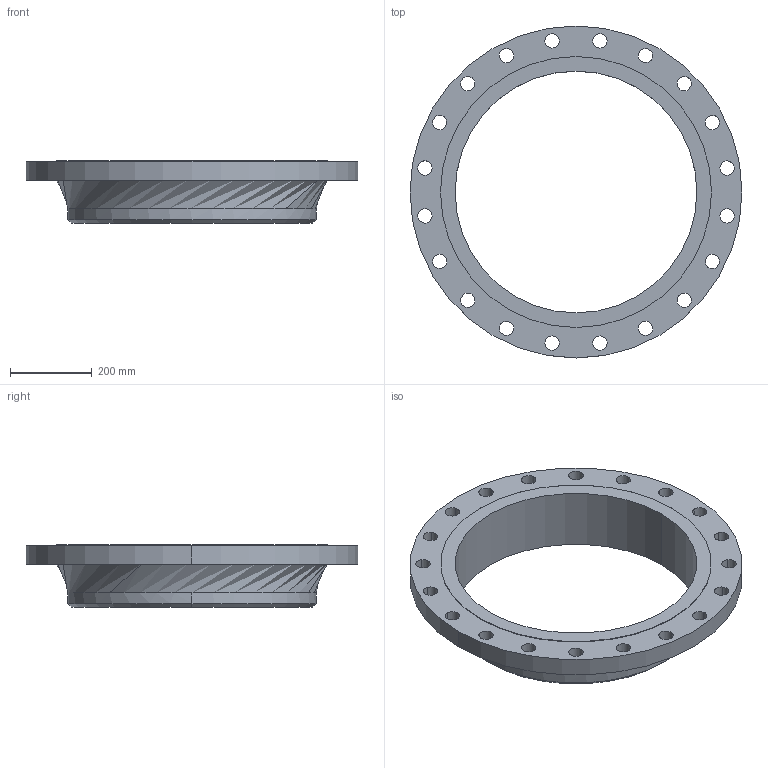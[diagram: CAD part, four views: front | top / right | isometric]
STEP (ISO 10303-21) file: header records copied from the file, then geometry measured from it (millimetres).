
FILE_DESCRIPTION (( 'STEP AP203' ), '1' );
FILE_NAME ('WNeck Flange 150-NPS24.STEP', '2025-05-13T17:06:26', '' );
FILE_SCHEMA (( 'CONFIG_CONTROL_DESIGN' ));
Length unit declared in the file: inch
Products named in the file (1): WNeck Flange 150-NPS24
Bounding box: 812.8 x 812.8 x 152.46 mm (x, y, z)
Volume: 13551404.9 mm3; surface area: 1107325.3 mm2
Topology: 1 solids, 1 shells, 55 faces, 152 edges, 100 vertices
Faces by surface type: cylinder 48, plane 3, cone 2, bspline 2
Entity records: 1993 total; most frequent: DIRECTION 358, CARTESIAN_POINT 336, ORIENTED_EDGE 304, AXIS2_PLACEMENT_3D 154, EDGE_CURVE 152, CIRCLE 100, VERTEX_POINT 100, EDGE_LOOP 98
